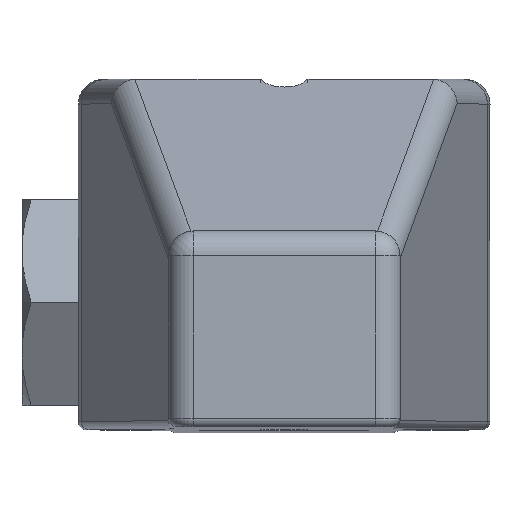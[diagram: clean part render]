
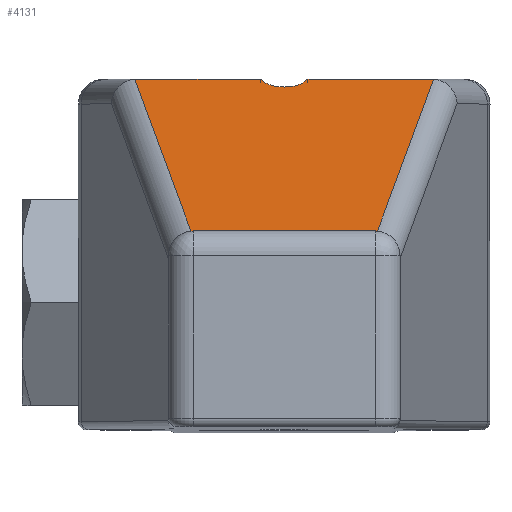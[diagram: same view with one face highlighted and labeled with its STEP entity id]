
A CAD part, top view. The second image highlights one B-rep face of the part: STEP entity #4131.
In plain terms, the highlighted planar face has unit normal (0, 0.906, 0.423).
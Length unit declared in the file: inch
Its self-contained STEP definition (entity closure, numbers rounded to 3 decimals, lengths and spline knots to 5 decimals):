
#155=DIRECTION('',(-1.,0.,0.));
#156=VECTOR('',#155,0.30271);
#157=CARTESIAN_POINT('',(0.35799,0.85,0.51581));
#158=LINE('',#157,#156);
#220=DIRECTION('',(-1.,0.,0.));
#221=VECTOR('',#220,0.30271);
#222=CARTESIAN_POINT('',(-0.05528,0.85,0.51581));
#223=LINE('',#222,#221);
#1866=CARTESIAN_POINT('',(0.36228,0.84985,
0.51614));
#1867=CARTESIAN_POINT('',(0.36086,0.84995,
0.51592));
#1868=CARTESIAN_POINT('',(0.35943,0.85,0.51581));
#1869=CARTESIAN_POINT('',(0.35799,0.85,0.51581));
#1874=CARTESIAN_POINT('',(0.22444,0.4749,
1.32021));
#1875=CARTESIAN_POINT('',(0.2233,0.47497,
1.32007));
#1876=CARTESIAN_POINT('',(0.22215,0.475,1.32));
#1877=CARTESIAN_POINT('',(0.221,0.475,1.32));
#1882=DIRECTION('',(-1.,0.,0.));
#1883=VECTOR('',#1882,0.442);
#1884=CARTESIAN_POINT('',(0.221,0.475,1.32));
#1885=LINE('',#1884,#1883);
#1889=CARTESIAN_POINT('',(-0.36228,0.84985,
0.51614));
#1890=CARTESIAN_POINT('',(-0.36086,0.84995,
0.51592));
#1891=CARTESIAN_POINT('',(-0.35943,0.85,0.51581));
#1892=CARTESIAN_POINT('',(-0.35799,0.85,0.51581));
#1897=CARTESIAN_POINT('',(0.05528,0.85,0.51581));
#1898=CARTESIAN_POINT('',(0.05413,0.84812,
0.51984));
#1899=CARTESIAN_POINT('',(0.05183,0.8456,
0.52524));
#1900=CARTESIAN_POINT('',(0.04722,0.84184,
0.53332));
#1901=CARTESIAN_POINT('',(0.04146,0.83862,
0.54022));
#1902=CARTESIAN_POINT('',(0.03455,0.83581,
0.54623));
#1903=CARTESIAN_POINT('',(0.02534,0.83309,
0.55208));
#1904=CARTESIAN_POINT('',(0.01382,0.83107,
0.55641));
#1905=CARTESIAN_POINT('',(0.,0.8303,0.55805));
#1906=CARTESIAN_POINT('',(-0.01382,0.83107,
0.55641));
#1907=CARTESIAN_POINT('',(-0.02534,0.83309,
0.55208));
#1908=CARTESIAN_POINT('',(-0.03455,0.83581,
0.54623));
#1909=CARTESIAN_POINT('',(-0.04146,0.83862,
0.54022));
#1910=CARTESIAN_POINT('',(-0.04722,0.84184,
0.53332));
#1911=CARTESIAN_POINT('',(-0.05183,0.8456,
0.52524));
#1912=CARTESIAN_POINT('',(-0.05413,0.84812,
0.51984));
#1913=CARTESIAN_POINT('',(-0.05528,0.85,0.51581));
#2005=DIRECTION('',(-0.154,-0.418,0.896));
#2006=VECTOR('',#2005,0.89784);
#2007=CARTESIAN_POINT('',(0.36228,0.84985,
0.51614));
#2008=LINE('',#2007,#2006);
#2129=CARTESIAN_POINT('',(-0.22444,0.4749,
1.32021));
#2130=CARTESIAN_POINT('',(-0.2233,0.47497,
1.32007));
#2131=CARTESIAN_POINT('',(-0.22215,0.475,1.32));
#2132=CARTESIAN_POINT('',(-0.221,0.475,1.32));
#2159=DIRECTION('',(-0.154,0.418,-0.896));
#2160=VECTOR('',#2159,0.89784);
#2161=CARTESIAN_POINT('',(-0.22444,0.4749,
1.32021));
#2162=LINE('',#2161,#2160);
#2395=VERTEX_POINT('',#1897);
#2396=VERTEX_POINT('',#1913);
#2476=CARTESIAN_POINT('',(0.35799,0.85,0.51581));
#2477=VERTEX_POINT('',#2476);
#2480=VERTEX_POINT('',#1866);
#2484=CARTESIAN_POINT('',(0.22444,0.4749,
1.32021));
#2485=VERTEX_POINT('',#2484);
#2488=CARTESIAN_POINT('',(0.221,0.475,1.32));
#2490=VERTEX_POINT('',#2488);
#2502=CARTESIAN_POINT('',(-0.221,0.475,1.32));
#2503=VERTEX_POINT('',#2502);
#2508=CARTESIAN_POINT('',(-0.22444,0.4749,
1.32021));
#2509=CARTESIAN_POINT('',(-0.36228,0.84985,
0.51614));
#2510=VERTEX_POINT('',#2508);
#2511=VERTEX_POINT('',#2509);
#2513=CARTESIAN_POINT('',(-0.35799,0.85,0.51581));
#2515=VERTEX_POINT('',#2513);
#4108=CARTESIAN_POINT('',(0.60029,0.475,1.32));
#4109=DIRECTION('',(0.,-0.906,-0.423));
#4110=DIRECTION('',(0.,0.423,-0.906));
#4111=AXIS2_PLACEMENT_3D('',#4108,#4109,#4110);
#4112=PLANE('',#4111);
#4114=ORIENTED_EDGE('',*,*,#4113,.F.);
#4116=ORIENTED_EDGE('',*,*,#4115,.T.);
#4118=ORIENTED_EDGE('',*,*,#4117,.T.);
#4120=ORIENTED_EDGE('',*,*,#4119,.T.);
#4122=ORIENTED_EDGE('',*,*,#4121,.F.);
#4124=ORIENTED_EDGE('',*,*,#4123,.T.);
#4125=ORIENTED_EDGE('',*,*,#4098,.T.);
#4126=ORIENTED_EDGE('',*,*,#2781,.F.);
#4127=ORIENTED_EDGE('',*,*,#2682,.F.);
#4128=ORIENTED_EDGE('',*,*,#2749,.F.);
#4129=EDGE_LOOP('',(#4114,#4116,#4118,#4120,#4122,#4124,#4125,#4126,#4127,
#4128));
#4130=FACE_OUTER_BOUND('',#4129,.F.);
#1870=B_SPLINE_CURVE_WITH_KNOTS('',3,(#1866,#1867,#1868,#1869),.UNSPECIFIED.,
.F.,.F.,(4,4),(0.,1.),.UNSPECIFIED.);
#1878=B_SPLINE_CURVE_WITH_KNOTS('',3,(#1874,#1875,#1876,#1877),.UNSPECIFIED.,
.F.,.F.,(4,4),(0.,1.),.UNSPECIFIED.);
#1893=B_SPLINE_CURVE_WITH_KNOTS('',3,(#1889,#1890,#1891,#1892),.UNSPECIFIED.,
.F.,.F.,(4,4),(0.,1.),.UNSPECIFIED.);
#1914=B_SPLINE_CURVE_WITH_KNOTS('',3,(#1897,#1898,#1899,#1900,#1901,#1902,#1903,
#1904,#1905,#1906,#1907,#1908,#1909,#1910,#1911,#1912,#1913),.UNSPECIFIED.,.F.,
.F.,(4,1,1,1,1,1,1,1,1,1,1,1,1,1,4),(0.,0.03125,0.0625,0.125,0.1875,
0.25,0.375,0.5,0.625,0.75,0.8125,0.875,0.9375,0.96875,1.),
.UNSPECIFIED.);
#2133=B_SPLINE_CURVE_WITH_KNOTS('',3,(#2129,#2130,#2131,#2132),.UNSPECIFIED.,
.F.,.F.,(4,4),(0.,1.),.UNSPECIFIED.);
#2682=EDGE_CURVE('',#2395,#2396,#1914,.T.);
#2749=EDGE_CURVE('',#2477,#2395,#158,.T.);
#2781=EDGE_CURVE('',#2396,#2515,#223,.T.);
#4098=EDGE_CURVE('',#2511,#2515,#1893,.T.);
#4113=EDGE_CURVE('',#2480,#2477,#1870,.T.);
#4115=EDGE_CURVE('',#2480,#2485,#2008,.T.);
#4117=EDGE_CURVE('',#2485,#2490,#1878,.T.);
#4119=EDGE_CURVE('',#2490,#2503,#1885,.T.);
#4121=EDGE_CURVE('',#2510,#2503,#2133,.T.);
#4123=EDGE_CURVE('',#2510,#2511,#2162,.T.);
#4131=ADVANCED_FACE('',(#4130),#4112,.F.);
